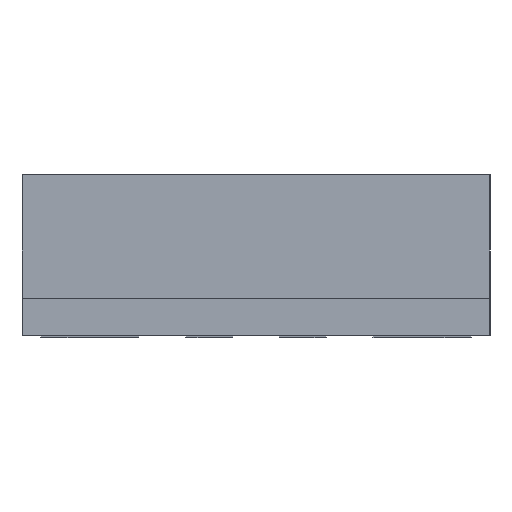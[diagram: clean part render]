
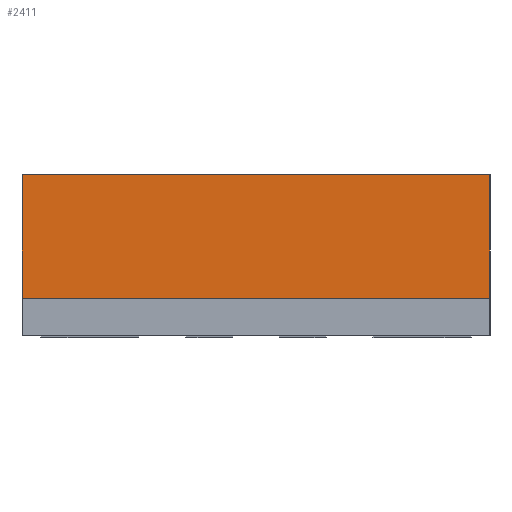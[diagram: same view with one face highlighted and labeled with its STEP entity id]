
A CAD part, left-side view. The second image highlights one B-rep face of the part: STEP entity #2411.
In plain terms, the highlighted planar face has unit normal (-1, 0, 0).
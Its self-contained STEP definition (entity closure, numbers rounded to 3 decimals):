
#521 = CARTESIAN_POINT ( 'NONE',  ( -1.5, 1.25, 0.66 ) ) ;
#938 = VECTOR ( 'NONE', #5246, 1000. ) ;
#2223 = LINE ( 'NONE', #12318, #13058 ) ;
#2332 = EDGE_CURVE ( 'NONE', #16138, #6755, #7640, .T. ) ;
#2411 = ADVANCED_FACE ( 'NONE', ( #17293 ), #7737, .F. ) ;
#2950 = CARTESIAN_POINT ( 'NONE',  ( -1.5, -1.25, 0.66 ) ) ;
#3710 = ORIENTED_EDGE ( 'NONE', *, *, #6080, .F. ) ;
#3965 = DIRECTION ( 'NONE',  ( 0., -1., 0. ) ) ;
#4796 = VERTEX_POINT ( 'NONE', #11117 ) ;
#5246 = DIRECTION ( 'NONE',  ( 0., 0., -1. ) ) ;
#5543 = ORIENTED_EDGE ( 'NONE', *, *, #2332, .T. ) ;
#6080 = EDGE_CURVE ( 'NONE', #6113, #4796, #13785, .T. ) ;
#6113 = VERTEX_POINT ( 'NONE', #2950 ) ;
#6566 = CARTESIAN_POINT ( 'NONE',  ( -1.5, 1.25, 0.66 ) ) ;
#6637 = DIRECTION ( 'NONE',  ( 0., 1., 0. ) ) ;
#6755 = VERTEX_POINT ( 'NONE', #9468 ) ;
#7640 = LINE ( 'NONE', #521, #8250 ) ;
#7737 = PLANE ( 'NONE',  #11463 ) ;
#7984 = CARTESIAN_POINT ( 'NONE',  ( -1.5, 1.25, 0.66 ) ) ;
#8103 = DIRECTION ( 'NONE',  ( 1., 0., 0. ) ) ;
#8167 = LINE ( 'NONE', #7984, #17926 ) ;
#8250 = VECTOR ( 'NONE', #15841, 1000. ) ;
#9468 = CARTESIAN_POINT ( 'NONE',  ( -1.5, 1.25, 0. ) ) ;
#10253 = EDGE_CURVE ( 'NONE', #16138, #6113, #8167, .T. ) ;
#10746 = CARTESIAN_POINT ( 'NONE',  ( -1.5, 1.25, 0.66 ) ) ;
#11117 = CARTESIAN_POINT ( 'NONE',  ( -1.5, -1.25, 0. ) ) ;
#11189 = ORIENTED_EDGE ( 'NONE', *, *, #17080, .T. ) ;
#11463 = AXIS2_PLACEMENT_3D ( 'NONE', #10746, #8103, #6637 ) ;
#12156 = CARTESIAN_POINT ( 'NONE',  ( -1.5, -1.25, 0.66 ) ) ;
#12318 = CARTESIAN_POINT ( 'NONE',  ( -1.5, 1.25, 0. ) ) ;
#13058 = VECTOR ( 'NONE', #3965, 1000. ) ;
#13785 = LINE ( 'NONE', #12156, #938 ) ;
#13893 = ORIENTED_EDGE ( 'NONE', *, *, #10253, .F. ) ;
#15353 = EDGE_LOOP ( 'NONE', ( #11189, #3710, #13893, #5543 ) ) ;
#15841 = DIRECTION ( 'NONE',  ( 0., 0., -1. ) ) ;
#16138 = VERTEX_POINT ( 'NONE', #6566 ) ;
#16261 = DIRECTION ( 'NONE',  ( 0., -1., 0. ) ) ;
#17080 = EDGE_CURVE ( 'NONE', #6755, #4796, #2223, .T. ) ;
#17293 = FACE_OUTER_BOUND ( 'NONE', #15353, .T. ) ;
#17926 = VECTOR ( 'NONE', #16261, 1000. ) ;
